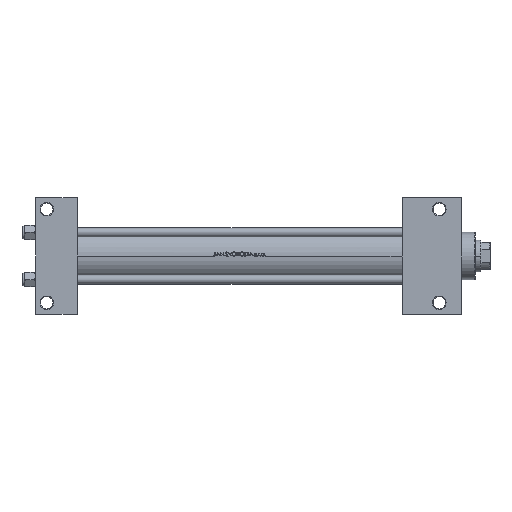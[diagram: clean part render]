
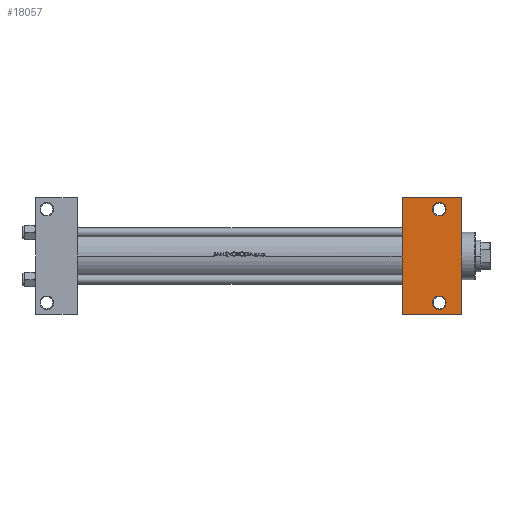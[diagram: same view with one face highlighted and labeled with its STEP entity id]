
A CAD part, front view. The second image highlights one B-rep face of the part: STEP entity #18057.
In plain terms, the highlighted face is planar.
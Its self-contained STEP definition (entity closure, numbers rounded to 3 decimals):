
#1266 = EDGE_CURVE ( 'NONE', #24498, #5823, #45184, .T. ) ;
#1691 = VERTEX_POINT ( 'NONE', #24042 ) ;
#2033 = ORIENTED_EDGE ( 'NONE', *, *, #24311, .T. ) ;
#2418 = CARTESIAN_POINT ( 'NONE',  ( 325., -51.5, -30. ) ) ;
#2490 = VERTEX_POINT ( 'NONE', #24299 ) ;
#2953 = CARTESIAN_POINT ( 'NONE',  ( 358., 41.5, -30. ) ) ;
#2985 = PLANE ( 'NONE',  #36486 ) ;
#5823 = VERTEX_POINT ( 'NONE', #41825 ) ;
#6729 = CARTESIAN_POINT ( 'NONE',  ( 378., 51.5, -30. ) ) ;
#7033 = AXIS2_PLACEMENT_3D ( 'NONE', #30180, #11069, #7314 ) ;
#7185 = DIRECTION ( 'NONE',  ( 0., -1., 0. ) ) ;
#7264 = LINE ( 'NONE', #37672, #41594 ) ;
#7314 = DIRECTION ( 'NONE',  ( 0., 1., 0. ) ) ;
#7759 = DIRECTION ( 'NONE',  ( 1., 0., 0. ) ) ;
#8027 = ORIENTED_EDGE ( 'NONE', *, *, #1266, .T. ) ;
#9019 = VECTOR ( 'NONE', #25529, 1000. ) ;
#9419 = VERTEX_POINT ( 'NONE', #49234 ) ;
#10032 = DIRECTION ( 'NONE',  ( 0., 0., -1. ) ) ;
#10348 = VERTEX_POINT ( 'NONE', #39734 ) ;
#11010 = CARTESIAN_POINT ( 'NONE',  ( 378., 30., -30. ) ) ;
#11069 = DIRECTION ( 'NONE',  ( 0., 0., 1. ) ) ;
#11427 = CARTESIAN_POINT ( 'NONE',  ( 325., 30., -30. ) ) ;
#11773 = DIRECTION ( 'NONE',  ( 0., 0., 1. ) ) ;
#14058 = CARTESIAN_POINT ( 'NONE',  ( 352., -41.5, -30. ) ) ;
#14750 = DIRECTION ( 'NONE',  ( 0., 1., 0. ) ) ;
#15147 = CIRCLE ( 'NONE', #31232, 6. ) ;
#15663 = VERTEX_POINT ( 'NONE', #6729 ) ;
#17702 = DIRECTION ( 'NONE',  ( 0., 0., 1. ) ) ;
#18057 = ADVANCED_FACE ( 'NONE', ( #18819, #30363, #30121 ), #2985, .T. ) ;
#18252 = CARTESIAN_POINT ( 'NONE',  ( 378., 30., -30. ) ) ;
#18263 = ORIENTED_EDGE ( 'NONE', *, *, #39282, .T. ) ;
#18311 = ORIENTED_EDGE ( 'NONE', *, *, #32367, .T. ) ;
#18819 = FACE_BOUND ( 'NONE', #31106, .T. ) ;
#19086 = CARTESIAN_POINT ( 'NONE',  ( 358., -41.5, -30. ) ) ;
#21985 = EDGE_CURVE ( 'NONE', #15663, #28194, #34564, .T. ) ;
#22808 = DIRECTION ( 'NONE',  ( 0., 0., 1. ) ) ;
#24042 = CARTESIAN_POINT ( 'NONE',  ( 325., 51.5, -30. ) ) ;
#24299 = CARTESIAN_POINT ( 'NONE',  ( 352., 41.5, -30. ) ) ;
#24311 = EDGE_CURVE ( 'NONE', #5823, #24498, #46340, .T. ) ;
#24326 = ORIENTED_EDGE ( 'NONE', *, *, #31910, .T. ) ;
#24498 = VERTEX_POINT ( 'NONE', #14058 ) ;
#25338 = ORIENTED_EDGE ( 'NONE', *, *, #21985, .T. ) ;
#25529 = DIRECTION ( 'NONE',  ( -1., 0., 0. ) ) ;
#26759 = DIRECTION ( 'NONE',  ( 0., -1., 0. ) ) ;
#27198 = EDGE_LOOP ( 'NONE', ( #48593, #46628, #25338, #18263 ) ) ;
#27528 = VECTOR ( 'NONE', #26759, 1000. ) ;
#28194 = VERTEX_POINT ( 'NONE', #48348 ) ;
#29252 = DIRECTION ( 'NONE',  ( 0., 1., 0. ) ) ;
#29388 = DIRECTION ( 'NONE',  ( 0., 1., 0. ) ) ;
#29463 = DIRECTION ( 'NONE',  ( 0., 1., 0. ) ) ;
#29614 = AXIS2_PLACEMENT_3D ( 'NONE', #36803, #17702, #29252 ) ;
#29685 = EDGE_CURVE ( 'NONE', #1691, #15663, #7264, .T. ) ;
#30121 = FACE_OUTER_BOUND ( 'NONE', #27198, .T. ) ;
#30180 = CARTESIAN_POINT ( 'NONE',  ( 358., -41.5, -30. ) ) ;
#30363 = FACE_BOUND ( 'NONE', #45936, .T. ) ;
#31106 = EDGE_LOOP ( 'NONE', ( #18311, #24326 ) ) ;
#31232 = AXIS2_PLACEMENT_3D ( 'NONE', #2953, #22808, #14750 ) ;
#31910 = EDGE_CURVE ( 'NONE', #10348, #2490, #15147, .T. ) ;
#32367 = EDGE_CURVE ( 'NONE', #2490, #10348, #33632, .T. ) ;
#33632 = CIRCLE ( 'NONE', #29614, 6. ) ;
#34564 = LINE ( 'NONE', #18252, #39817 ) ;
#36486 = AXIS2_PLACEMENT_3D ( 'NONE', #11010, #10032, #29388 ) ;
#36803 = CARTESIAN_POINT ( 'NONE',  ( 358., 41.5, -30. ) ) ;
#37672 = CARTESIAN_POINT ( 'NONE',  ( 325., 51.5, -30. ) ) ;
#39282 = EDGE_CURVE ( 'NONE', #28194, #9419, #43390, .T. ) ;
#39734 = CARTESIAN_POINT ( 'NONE',  ( 364., 41.5, -30. ) ) ;
#39817 = VECTOR ( 'NONE', #7185, 1000. ) ;
#41594 = VECTOR ( 'NONE', #7759, 1000. ) ;
#41825 = CARTESIAN_POINT ( 'NONE',  ( 364., -41.5, -30. ) ) ;
#41929 = EDGE_CURVE ( 'NONE', #1691, #9419, #46607, .T. ) ;
#43390 = LINE ( 'NONE', #2418, #9019 ) ;
#45184 = CIRCLE ( 'NONE', #45980, 6. ) ;
#45936 = EDGE_LOOP ( 'NONE', ( #8027, #2033 ) ) ;
#45980 = AXIS2_PLACEMENT_3D ( 'NONE', #19086, #11773, #29463 ) ;
#46340 = CIRCLE ( 'NONE', #7033, 6. ) ;
#46607 = LINE ( 'NONE', #11427, #27528 ) ;
#46628 = ORIENTED_EDGE ( 'NONE', *, *, #29685, .T. ) ;
#48348 = CARTESIAN_POINT ( 'NONE',  ( 378., -51.5, -30. ) ) ;
#48593 = ORIENTED_EDGE ( 'NONE', *, *, #41929, .F. ) ;
#49234 = CARTESIAN_POINT ( 'NONE',  ( 325., -51.5, -30. ) ) ;
